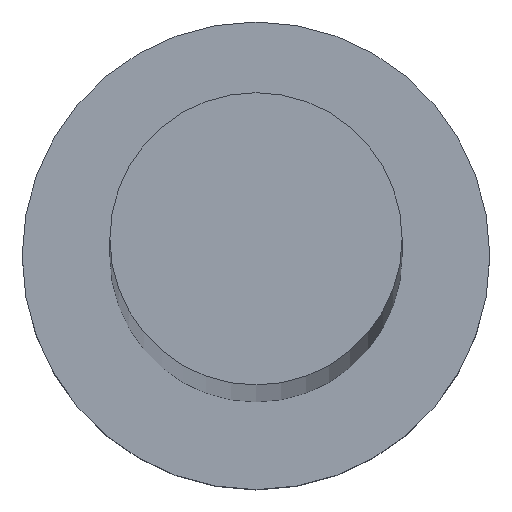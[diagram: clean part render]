
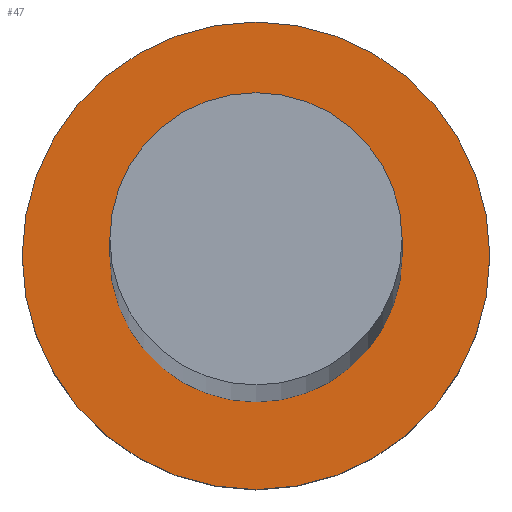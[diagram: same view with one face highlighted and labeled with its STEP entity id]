
A CAD part, top view. The second image highlights one B-rep face of the part: STEP entity #47.
In plain terms, the highlighted planar face has unit normal (0, 0, 1).
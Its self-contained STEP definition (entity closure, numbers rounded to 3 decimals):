
#1 = CIRCLE ( 'NONE', #55, 6. ) ;
#5 = CARTESIAN_POINT ( 'NONE',  ( 0., 0., 5. ) ) ;
#21 = CIRCLE ( 'NONE', #198, 3.75 ) ;
#22 = DIRECTION ( 'NONE',  ( 0., 0., 1. ) ) ;
#23 = DIRECTION ( 'NONE',  ( 1., 0., 0. ) ) ;
#25 = EDGE_CURVE ( 'NONE', #136, #147, #128, .T. ) ;
#34 = DIRECTION ( 'NONE',  ( 1., 0., 0. ) ) ;
#39 = DIRECTION ( 'NONE',  ( 0., 0., 1. ) ) ;
#44 = FACE_OUTER_BOUND ( 'NONE', #89, .T. ) ;
#47 = ADVANCED_FACE ( 'NONE', ( #68, #44 ), #239, .T. ) ;
#55 = AXIS2_PLACEMENT_3D ( 'NONE', #194, #39, #34 ) ;
#58 = CARTESIAN_POINT ( 'NONE',  ( -6., 0., 5. ) ) ;
#63 = EDGE_CURVE ( 'NONE', #72, #112, #80, .T. ) ;
#68 = FACE_BOUND ( 'NONE', #228, .T. ) ;
#72 = VERTEX_POINT ( 'NONE', #205 ) ;
#80 = CIRCLE ( 'NONE', #235, 3.75 ) ;
#89 = EDGE_LOOP ( 'NONE', ( #161, #192 ) ) ;
#91 = DIRECTION ( 'NONE',  ( 0., 0., 1. ) ) ;
#101 = EDGE_CURVE ( 'NONE', #112, #72, #21, .T. ) ;
#106 = DIRECTION ( 'NONE',  ( 1., 0., 0. ) ) ;
#112 = VERTEX_POINT ( 'NONE', #233 ) ;
#118 = CARTESIAN_POINT ( 'NONE',  ( 6., 0., 5. ) ) ;
#123 = EDGE_CURVE ( 'NONE', #147, #136, #1, .T. ) ;
#128 = CIRCLE ( 'NONE', #145, 6. ) ;
#129 = DIRECTION ( 'NONE',  ( 1., 0., 0. ) ) ;
#132 = CARTESIAN_POINT ( 'NONE',  ( 0., 0., 5. ) ) ;
#133 = CARTESIAN_POINT ( 'NONE',  ( 0., 0., 5. ) ) ;
#136 = VERTEX_POINT ( 'NONE', #58 ) ;
#144 = ORIENTED_EDGE ( 'NONE', *, *, #101, .F. ) ;
#145 = AXIS2_PLACEMENT_3D ( 'NONE', #133, #91, #23 ) ;
#147 = VERTEX_POINT ( 'NONE', #118 ) ;
#161 = ORIENTED_EDGE ( 'NONE', *, *, #25, .T. ) ;
#179 = ORIENTED_EDGE ( 'NONE', *, *, #63, .F. ) ;
#192 = ORIENTED_EDGE ( 'NONE', *, *, #123, .T. ) ;
#194 = CARTESIAN_POINT ( 'NONE',  ( 0., 0., 5. ) ) ;
#198 = AXIS2_PLACEMENT_3D ( 'NONE', #238, #240, #212 ) ;
#205 = CARTESIAN_POINT ( 'NONE',  ( 3.75, 0., 5. ) ) ;
#212 = DIRECTION ( 'NONE',  ( 1., 0., 0. ) ) ;
#223 = DIRECTION ( 'NONE',  ( 0., 0., 1. ) ) ;
#228 = EDGE_LOOP ( 'NONE', ( #144, #179 ) ) ;
#229 = AXIS2_PLACEMENT_3D ( 'NONE', #5, #223, #129 ) ;
#233 = CARTESIAN_POINT ( 'NONE',  ( -3.75, 0., 5. ) ) ;
#235 = AXIS2_PLACEMENT_3D ( 'NONE', #132, #22, #106 ) ;
#238 = CARTESIAN_POINT ( 'NONE',  ( 0., 0., 5. ) ) ;
#239 = PLANE ( 'NONE',  #229 ) ;
#240 = DIRECTION ( 'NONE',  ( 0., 0., 1. ) ) ;
